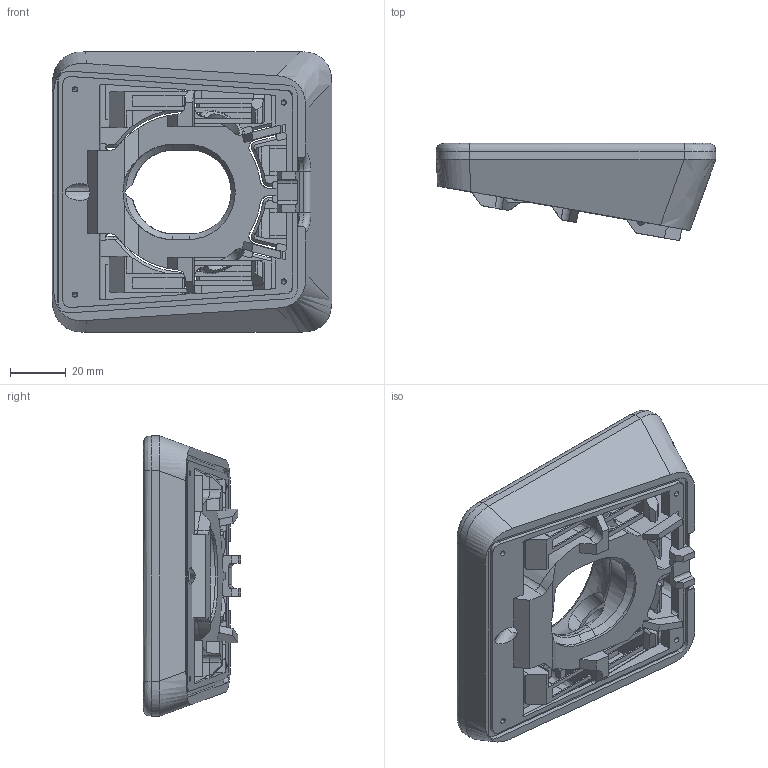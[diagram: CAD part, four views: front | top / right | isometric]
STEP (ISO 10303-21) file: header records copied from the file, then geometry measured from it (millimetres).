
FILE_DESCRIPTION(/* description */ ('STEP AP242','CAx-IF Rec.Pracs.---Representation and Presentation of Product Manufacturing Information (PMI)---4.0---2014-10-13','CAx-IF Rec.Pracs.---3D Tessellated Geometry---0.4---2014-09-14','2;1'),/* implementation_level */ '2;1');
FILE_NAME(/* name */ '67b222843ed6267fcff842f7',/* time_stamp */ '2025-02-16T17:38:16Z',/* author */ (''),/* organization */ (''),/* preprocessor_version */ 'ST-DEVELOPER v20',/* originating_system */ 'ONSHAPE BY PTC INC, 1.193',/* authorisation */ ' ');
FILE_SCHEMA (('AP242_MANAGED_MODEL_BASED_3D_ENGINEERING_MIM_LF { 1 0 10303 442 1 1 4 }'));
Products named in the file (1): Top
Bounding box: 99.89 x 34.71 x 100.18 mm (x, y, z)
Volume: 107508.3 mm3; surface area: 58007.3 mm2
Topology: 1 solids, 1 shells, 869 faces, 2464 edges, 1599 vertices
Faces by surface type: bspline 869
Entity records: 46849 total; most frequent: CARTESIAN_POINT 27083, ORIENTED_EDGE 4928, DIRECTION 2802, EDGE_CURVE 2464, VERTEX_POINT 1599, LINE 1566, VECTOR 1566, EDGE_LOOP 959
